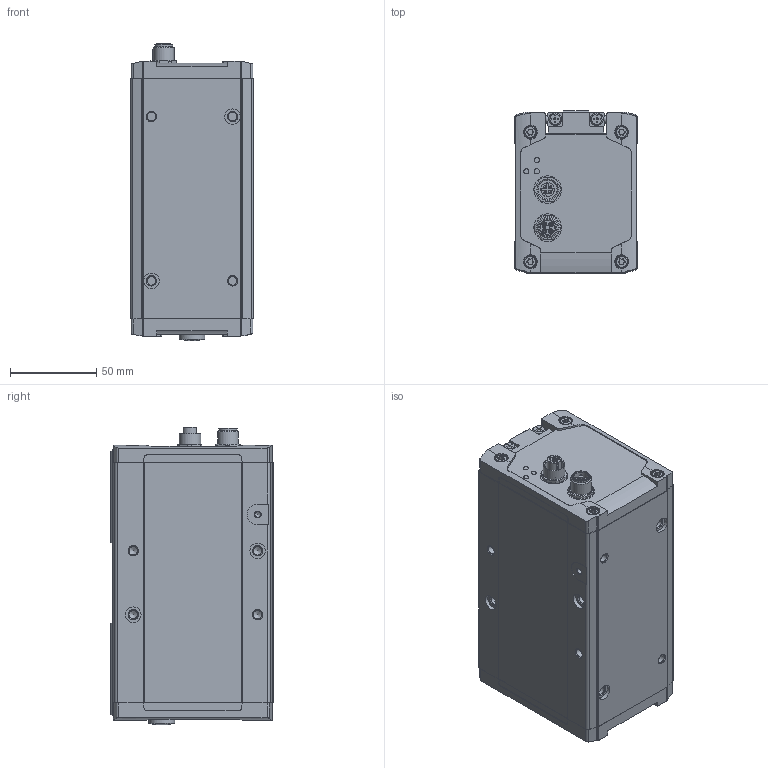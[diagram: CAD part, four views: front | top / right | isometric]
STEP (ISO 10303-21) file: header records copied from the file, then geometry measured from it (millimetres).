
FILE_DESCRIPTION(/* description */ ('STEP AP214'),/* implementation_level */ '2;1');
FILE_NAME(/* name */ '8117630_HEPP-36-45-PN',/* time_stamp */ '2024-08-29T04:46:41+02:00',/* author */ ('License CC BY-ND 4.0'),/* organization */ ('CADENAS'),/* preprocessor_version */ 'ST-DEVELOPER v19.3',/* originating_system */ 'PARTsolutions',/* authorisation */ ' ');
FILE_SCHEMA (('TECHNICAL_DATA_PACKAGING','AUTOMOTIVE_DESIGN {1 0 10303 214 3 1 1}'));
Length unit declared in the file: millimetre
Products named in the file (3): 8117630 HEPP-36-45-PN---(0_high); 8117630 HEPP-36-45-PN---(high_H); 8134655 HEPP-36-045---(high_S)
Assembly tree (3 placements, depth 2):
  8117630 HEPP-36-45-PN---(0_high)
    8117630 HEPP-36-45-PN---(high_H)
    8134655 HEPP-36-045---(high_S)  x2
Bounding box: 71 x 94 x 172.39 mm (x, y, z)
Volume: 987586.8 mm3; surface area: 95483.4 mm2
Topology: 3 solids, 3 shells, 1419 faces, 3707 edges, 2414 vertices
Faces by surface type: plane 748, cylinder 561, cone 57, torus 48, sphere 5
Full cylindrical faces by diameter (mm): 1 x4, 1.5 x4, 2.15 x4, 3 x3, 3.242 x7, 4.134 x6, 4.5 x6, 4.917 x12, 5.5 x16, 6 x16, 7 x14, 7.5 x16, 8.3 x1, 9 x6, 9.4 x1, 9.7 x1, 10.5 x1, 10.917 x1, 12 x2, 12.5 x1, 13 x2, 15 x1, 16 x2
Entity records: 43628 total; most frequent: CARTESIAN_POINT 6299, DIRECTION 6231, ORIENTED_EDGE 5686, EDGE_CURVE 2843, AXIS2_PLACEMENT_3D 2270, VERTEX_POINT 1969, LINE 1691, VECTOR 1691
